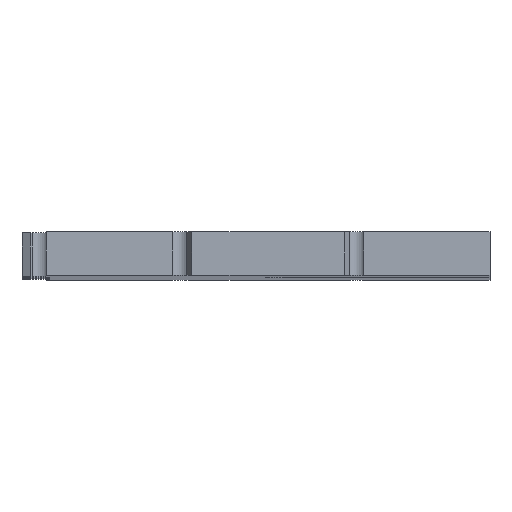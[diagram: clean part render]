
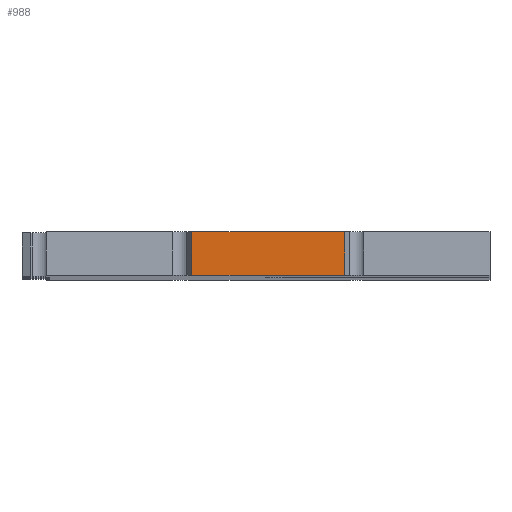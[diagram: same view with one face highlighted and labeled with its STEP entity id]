
A CAD part, top view. The second image highlights one B-rep face of the part: STEP entity #988.
In plain terms, the highlighted planar face has unit normal (0, 0, 1).
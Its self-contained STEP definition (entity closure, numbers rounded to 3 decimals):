
#932=CARTESIAN_POINT('Line Origine',(-31.333,9.,584.5)) ;
#936=CARTESIAN_POINT('Vertex',(-31.333,18.,584.5)) ;
#938=CARTESIAN_POINT('Vertex',(-31.333,0.,584.5)) ;
#958=CARTESIAN_POINT('Axis2P3D Location',(31.333,18.,584.5)) ;
#963=CARTESIAN_POINT('Line Origine',(31.333,9.,584.5)) ;
#967=CARTESIAN_POINT('Vertex',(31.333,18.,584.5)) ;
#969=CARTESIAN_POINT('Vertex',(31.333,0.,584.5)) ;
#972=CARTESIAN_POINT('Line Origine',(0.,18.,584.5)) ;
#977=CARTESIAN_POINT('Line Origine',(0.,0.,584.5)) ;
#933=DIRECTION('Vector Direction',(0.,-1.,0.)) ;
#959=DIRECTION('Axis2P3D Direction',(0.,0.,1.)) ;
#960=DIRECTION('Axis2P3D XDirection',(-1.,0.,0.)) ;
#964=DIRECTION('Vector Direction',(0.,-1.,0.)) ;
#973=DIRECTION('Vector Direction',(-1.,0.,0.)) ;
#978=DIRECTION('Vector Direction',(-1.,0.,0.)) ;
#961=AXIS2_PLACEMENT_3D('Plane Axis2P3D',#958,#959,#960) ;
#983=ORIENTED_EDGE('',*,*,#971,.F.) ;
#984=ORIENTED_EDGE('',*,*,#976,.F.) ;
#985=ORIENTED_EDGE('',*,*,#940,.T.) ;
#986=ORIENTED_EDGE('',*,*,#981,.F.) ;
#934=VECTOR('Line Direction',#933,1.) ;
#965=VECTOR('Line Direction',#964,1.) ;
#974=VECTOR('Line Direction',#973,1.) ;
#979=VECTOR('Line Direction',#978,1.) ;
#988=ADVANCED_FACE('Corps principal',(#987),#962,.T.) ;
#940=EDGE_CURVE('',#937,#939,#935,.T.) ;
#971=EDGE_CURVE('',#968,#970,#966,.T.) ;
#976=EDGE_CURVE('',#937,#968,#975,.F.) ;
#981=EDGE_CURVE('',#970,#939,#980,.T.) ;
#982=EDGE_LOOP('',(#983,#984,#985,#986)) ;
#987=FACE_OUTER_BOUND('',#982,.T.) ;
#935=LINE('Line',#932,#934) ;
#966=LINE('Line',#963,#965) ;
#975=LINE('Line',#972,#974) ;
#980=LINE('Line',#977,#979) ;
#962=PLANE('Plane',#961) ;
#937=VERTEX_POINT('',#936) ;
#939=VERTEX_POINT('',#938) ;
#968=VERTEX_POINT('',#967) ;
#970=VERTEX_POINT('',#969) ;
